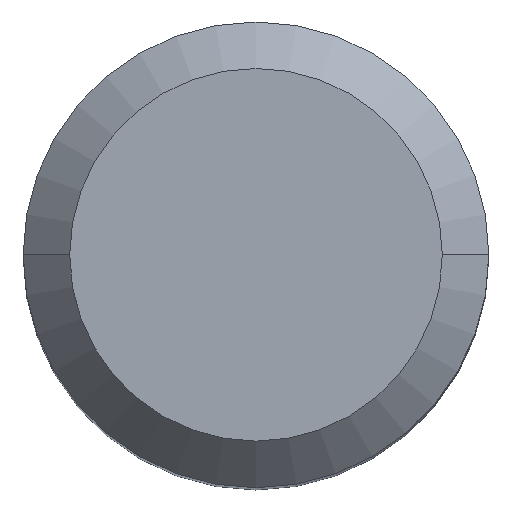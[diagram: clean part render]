
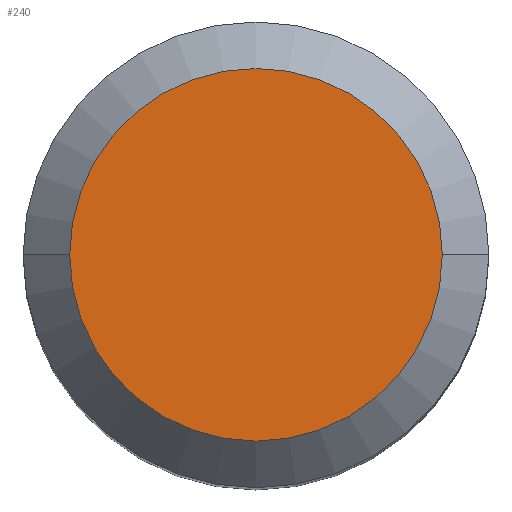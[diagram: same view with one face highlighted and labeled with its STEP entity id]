
A CAD part, top view. The second image highlights one B-rep face of the part: STEP entity #240.
In plain terms, the highlighted planar face has unit normal (0, 0, 1).
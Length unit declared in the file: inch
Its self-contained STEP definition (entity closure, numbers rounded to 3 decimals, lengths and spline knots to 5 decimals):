
#5 = DIRECTION ( 'NONE',  ( 0., 0., 1. ) ) ;
#39 = PLANE ( 'NONE',  #458 ) ;
#71 = AXIS2_PLACEMENT_3D ( 'NONE', #122, #5, #236 ) ;
#75 = CARTESIAN_POINT ( 'NONE',  ( 0., 0., 0. ) ) ;
#79 = DIRECTION ( 'NONE',  ( 1., 0., 0. ) ) ;
#122 = CARTESIAN_POINT ( 'NONE',  ( 0., 0., 0. ) ) ;
#125 = VERTEX_POINT ( 'NONE', #271 ) ;
#138 = ORIENTED_EDGE ( 'NONE', *, *, #315, .T. ) ;
#180 = ORIENTED_EDGE ( 'NONE', *, *, #231, .T. ) ;
#193 = AXIS2_PLACEMENT_3D ( 'NONE', #75, #476, #79 ) ;
#227 = FACE_OUTER_BOUND ( 'NONE', #289, .T. ) ;
#231 = EDGE_CURVE ( 'NONE', #237, #125, #479, .T. ) ;
#236 = DIRECTION ( 'NONE',  ( 1., 0., 0. ) ) ;
#237 = VERTEX_POINT ( 'NONE', #483 ) ;
#240 = ADVANCED_FACE ( 'NONE', ( #227 ), #39, .F. ) ;
#265 = CIRCLE ( 'NONE', #193, 0.18896 ) ;
#271 = CARTESIAN_POINT ( 'NONE',  ( 0.18896, 0., 0. ) ) ;
#289 = EDGE_LOOP ( 'NONE', ( #180, #138 ) ) ;
#315 = EDGE_CURVE ( 'NONE', #125, #237, #265, .T. ) ;
#353 = CARTESIAN_POINT ( 'NONE',  ( 0., 0., 0. ) ) ;
#393 = DIRECTION ( 'NONE',  ( -1., 0., 0. ) ) ;
#400 = DIRECTION ( 'NONE',  ( 0., 0., -1. ) ) ;
#458 = AXIS2_PLACEMENT_3D ( 'NONE', #353, #400, #393 ) ;
#476 = DIRECTION ( 'NONE',  ( 0., 0., 1. ) ) ;
#479 = CIRCLE ( 'NONE', #71, 0.18896 ) ;
#483 = CARTESIAN_POINT ( 'NONE',  ( -0.18896, 0., 0. ) ) ;
